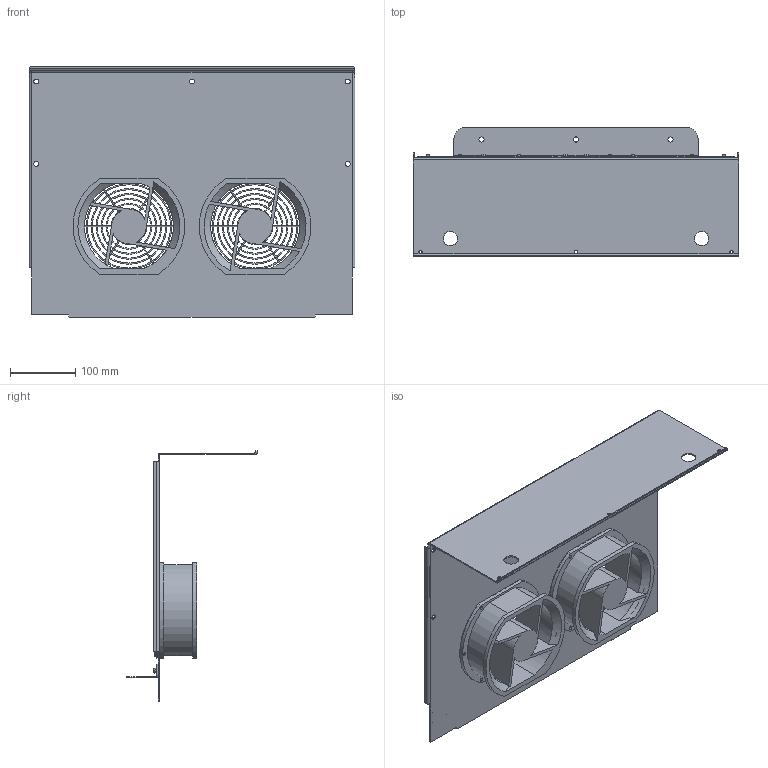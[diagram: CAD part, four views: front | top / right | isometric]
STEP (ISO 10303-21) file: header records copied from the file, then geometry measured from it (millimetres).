
FILE_DESCRIPTION (( 'STEP AP214' ), '1' );
FILE_NAME ('GS4-FAN-GM.STEP', '2017-10-11T13:11:31', ( '' ), ( '' ), 'SwSTEP 2.0', 'SolidWorks 2016', '' );
FILE_SCHEMA (( 'AUTOMOTIVE_DESIGN' ));
Length unit declared in the file: millimetre
Products named in the file (1): GS4-FAN-GM
Bounding box: 500 x 200 x 385 mm (x, y, z)
Volume: 1190490.2 mm3; surface area: 750548.7 mm2
Topology: 12 solids, 12 shells, 680 faces, 1969 edges, 1342 vertices
Faces by surface type: plane 350, cylinder 170, torus 82, bspline 68, cone 10
Entity records: 29462 total; most frequent: CARTESIAN_POINT 10371, ORIENTED_EDGE 3930, DIRECTION 3313, EDGE_CURVE 1965, VERTEX_POINT 1342, AXIS2_PLACEMENT_3D 1146, VECTOR 1021, LINE 1021
